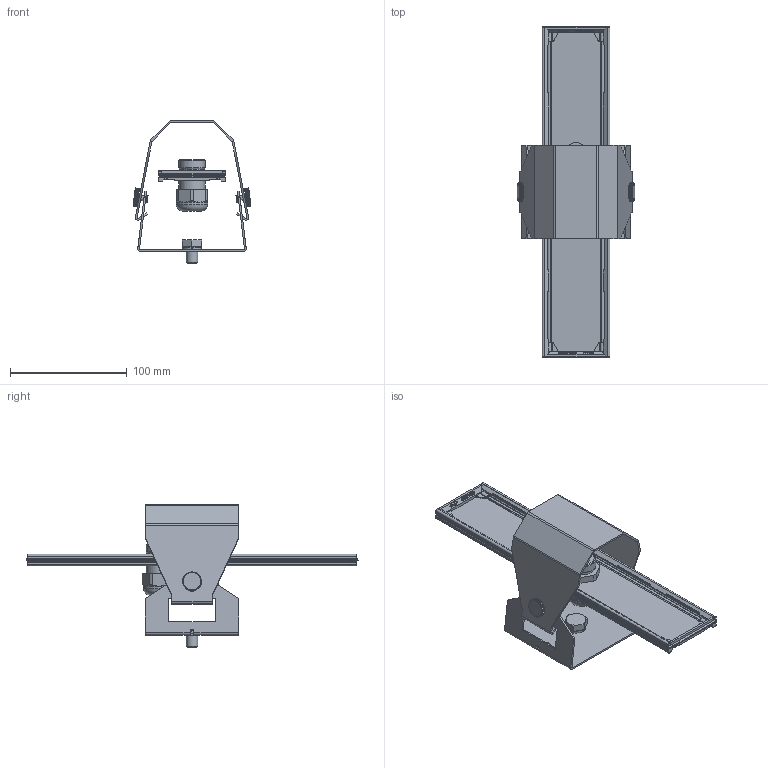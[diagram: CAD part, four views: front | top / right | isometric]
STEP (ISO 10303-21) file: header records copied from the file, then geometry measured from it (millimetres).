
FILE_DESCRIPTION(/* description */ ('This is a sample STEP configuration'),/* implementation_level */ '2;1');
FILE_NAME(/* name */ '610-0283xxxxxxxxx _Simple.ipt_Rev_00.2.stp',/* time_stamp */ '2022-12-15T11:18:47+01:00',/* author */ ('powerJobs'),/* organization */ ('coolOrange'),/* preprocessor_version */ 'ST-DEVELOPER v18.1',/* originating_system */ 'Autodesk Inventor 2020',/* authorisation */ '');
FILE_SCHEMA (('AUTOMOTIVE_DESIGN { 1 0 10303 214 3 1 1 }'));
Products named in the file (1): ENG000026061
Bounding box: 100.68 x 283.9 x 122.11 mm (x, y, z)
Volume: 97164.1 mm3; surface area: 125448.3 mm2
Topology: 3 solids, 5 shells, 1884 faces, 4959 edges, 3144 vertices
Faces by surface type: plane 1430, cone 236, cylinder 201, torus 17
Full cylindrical faces by diameter (mm): 3.3 x2, 4 x2, 6.3 x2, 9 x2, 10 x1, 12 x1, 15.6 x1, 21.375 x4, 22.5 x2, 22.6 x2, 22.8 x2, 27 x2
Entity records: 58854 total; most frequent: CARTESIAN_POINT 11287, ORIENTED_EDGE 9918, DIRECTION 9003, EDGE_CURVE 4959, LINE 3705, VECTOR 3705, VERTEX_POINT 3144, AXIS2_PLACEMENT_3D 2649
